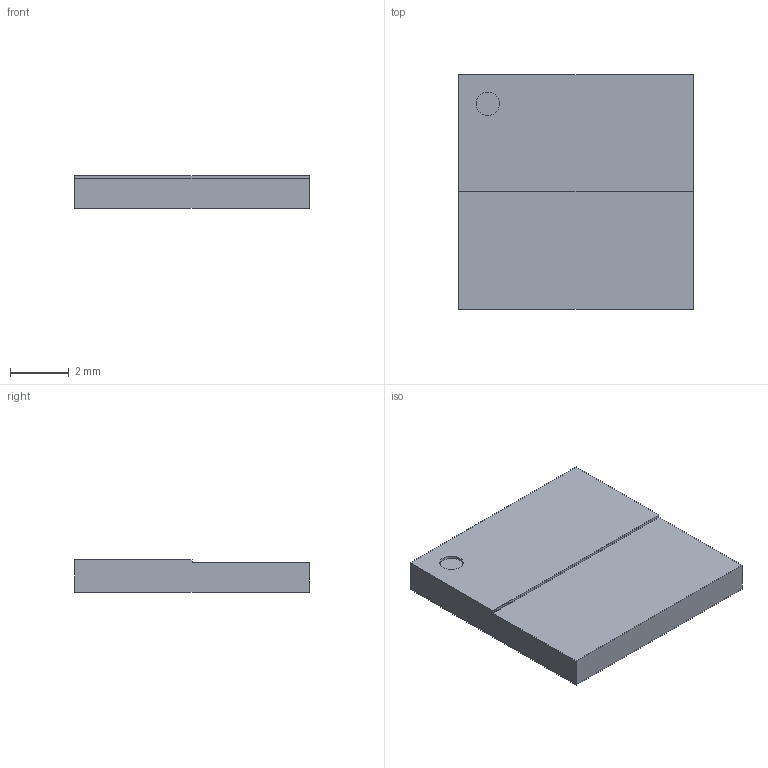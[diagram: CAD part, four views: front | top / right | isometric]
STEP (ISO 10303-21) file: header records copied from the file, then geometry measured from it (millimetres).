
FILE_DESCRIPTION(/* description */ (''),/* implementation_level */ '2;1');
FILE_NAME(/* name */ 'ISP1807-LR.step',/* time_stamp */ '2023-09-25T17:30:08+02:00',/* author */ (''),/* organization */ (''),/* preprocessor_version */ 'ST-DEVELOPER v19.2',/* originating_system */ 'Autodesk Translation Framework v12.6.0.85',/* authorisation */ '');
FILE_SCHEMA (('AUTOMOTIVE_DESIGN { 1 0 10303 214 3 1 1 }'));
Length unit declared in the file: millimetre
Products named in the file (2): ISP1807-LR; ISP1807-LR_1
Assembly tree (1 placements, depth 2):
  ISP1807-LR
    ISP1807-LR_1
Bounding box: 8 x 8 x 1.1 mm (x, y, z)
Volume: 67.1 mm3; surface area: 162.7 mm2
Topology: 1 solids, 1 shells, 10 faces, 21 edges, 14 vertices
Faces by surface type: plane 9, cylinder 1
Full cylindrical faces by diameter (mm): 0.8 x1
Entity records: 335 total; most frequent: DIRECTION 49, CARTESIAN_POINT 48, ORIENTED_EDGE 42, EDGE_CURVE 21, LINE 19, VECTOR 19, AXIS2_PLACEMENT_3D 15, VERTEX_POINT 14
